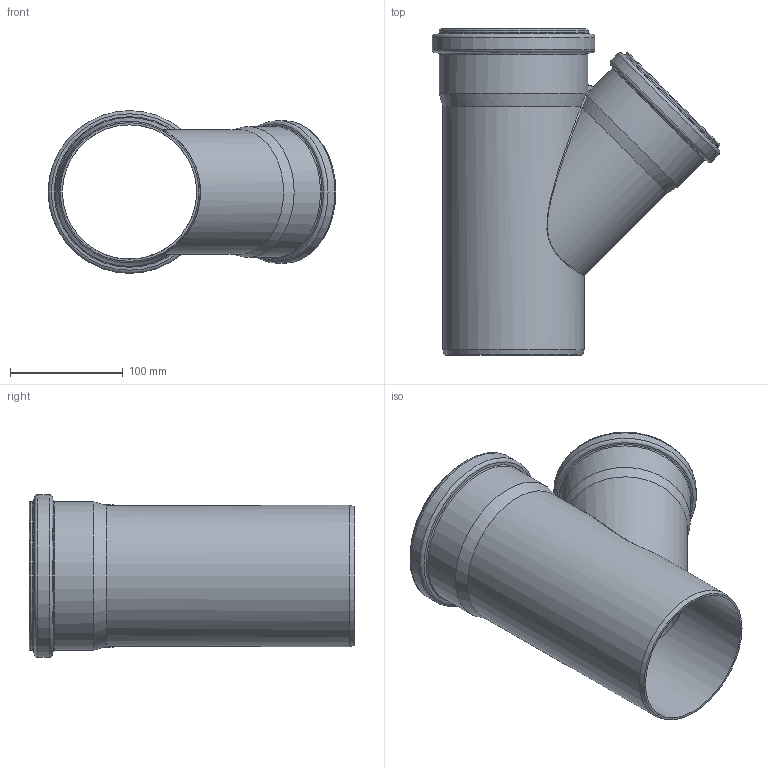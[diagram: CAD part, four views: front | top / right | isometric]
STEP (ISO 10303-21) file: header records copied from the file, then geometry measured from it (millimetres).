
FILE_DESCRIPTION(/* description */ (''),/* implementation_level */ '2;1');
FILE_NAME(/* name */ '176210 HTsafeEA DN_OD 125_110_45°.stp',/* time_stamp */ '2017-03-13T12:14:44+01:00',/* author */ ('user1'),/* organization */ (''),/* preprocessor_version */ 'ST-DEVELOPER v16.1',/* originating_system */ 'Autodesk Inventor 2016',/* authorisation */ '');
FILE_SCHEMA (('AUTOMOTIVE_DESIGN { 1 0 10303 214 3 1 1 }'));
Length unit declared in the file: millimetre
Products named in the file (1): 176210 HTsafeEA DN_OD 125_110_45°
Bounding box: 254.54 x 288.5 x 144 mm (x, y, z)
Volume: 433177.6 mm3; surface area: 304337.1 mm2
Topology: 1 solids, 1 shells, 70 faces, 163 edges, 97 vertices
Faces by surface type: cylinder 20, torus 20, cone 13, bspline 9, plane 8
Full cylindrical faces by diameter (mm): 104.7 x1, 110.9 x1, 111.2 x2, 115.7 x1, 116 x1, 118.9 x1, 121.5 x1, 125.1 x1, 125.9 x1, 126.2 x2, 126.3 x1, 131.5 x1, 131.8 x1, 138.4 x1, 144 x1
Entity records: 2697 total; most frequent: CARTESIAN_POINT 1376, DIRECTION 246, ORIENTED_EDGE 220, EDGE_LOOP 124, AXIS2_PLACEMENT_3D 119, EDGE_CURVE 110, VERTEX_POINT 92, FACE_OUTER_BOUND 70
